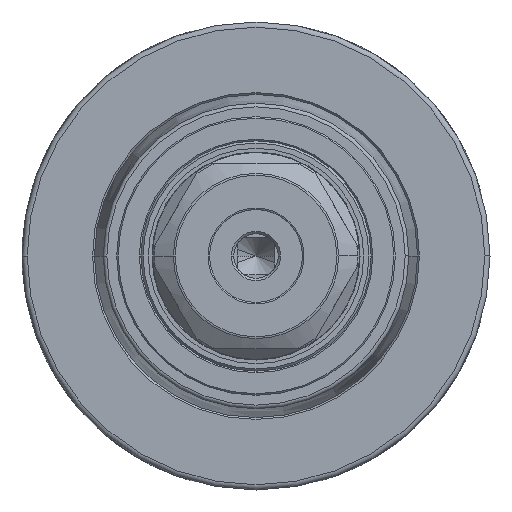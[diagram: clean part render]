
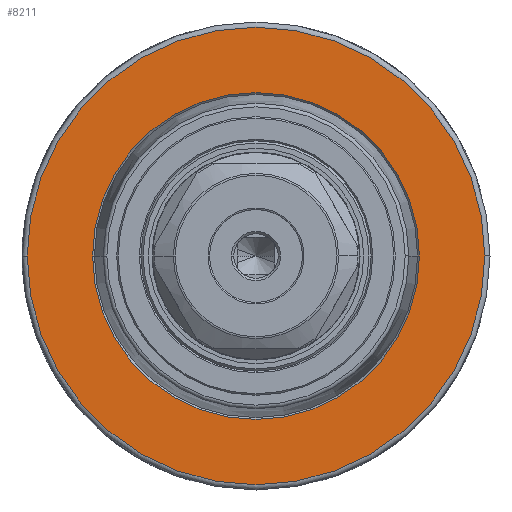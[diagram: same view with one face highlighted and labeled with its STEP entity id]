
A CAD part, front view. The second image highlights one B-rep face of the part: STEP entity #8211.
In plain terms, the highlighted planar face has unit normal (0, -1, 0).
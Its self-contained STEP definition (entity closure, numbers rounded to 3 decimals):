
#2536=CARTESIAN_POINT('',(0.,1.,0.));
#2537=DIRECTION('',(0.,-1.,0.));
#2538=DIRECTION('',(-1.,0.,0.));
#2539=AXIS2_PLACEMENT_3D('',#2536,#2537,#2538);
#2551=CARTESIAN_POINT('',(0.,1.,0.));
#2552=DIRECTION('',(0.,-1.,0.));
#2553=DIRECTION('',(1.,0.,0.));
#2554=AXIS2_PLACEMENT_3D('',#2551,#2552,#2553);
#2566=CARTESIAN_POINT('',(0.,1.,0.));
#2567=DIRECTION('',(0.,1.,0.));
#2568=DIRECTION('',(1.,0.,0.));
#2569=AXIS2_PLACEMENT_3D('',#2566,#2567,#2568);
#2733=CARTESIAN_POINT('',(0.,1.,0.));
#2734=DIRECTION('',(0.,1.,0.));
#2735=DIRECTION('',(-1.,0.,0.));
#2736=AXIS2_PLACEMENT_3D('',#2733,#2734,#2735);
#5087=CARTESIAN_POINT('',(-19.,1.,0.));
#5088=CARTESIAN_POINT('',(19.,1.,0.));
#5089=VERTEX_POINT('',#5087);
#5090=VERTEX_POINT('',#5088);
#5095=CARTESIAN_POINT('',(30.8,1.,0.));
#5096=CARTESIAN_POINT('',(-30.8,1.,0.));
#5097=VERTEX_POINT('',#5095);
#5098=VERTEX_POINT('',#5096);
#8196=CARTESIAN_POINT('',(0.,1.,0.));
#8197=DIRECTION('',(0.,-1.,0.));
#8198=DIRECTION('',(-1.,0.,0.));
#8199=AXIS2_PLACEMENT_3D('',#8196,#8197,#8198);
#8200=PLANE('',#8199);
#8202=ORIENTED_EDGE('',*,*,#8201,.T.);
#8204=ORIENTED_EDGE('',*,*,#8203,.T.);
#8205=EDGE_LOOP('',(#8202,#8204));
#8206=FACE_OUTER_BOUND('',#8205,.F.);
#8207=ORIENTED_EDGE('',*,*,#8176,.T.);
#8208=ORIENTED_EDGE('',*,*,#8190,.T.);
#8209=EDGE_LOOP('',(#8207,#8208));
#8210=FACE_BOUND('',#8209,.F.);
#8211=ADVANCED_FACE('',(#8206,#8210),#8200,.T.);
#2540=CIRCLE('',#2539,19.);
#2555=CIRCLE('',#2554,19.);
#2570=CIRCLE('',#2569,30.8);
#2737=CIRCLE('',#2736,30.8);
#8176=EDGE_CURVE('',#5089,#5090,#2540,.T.);
#8190=EDGE_CURVE('',#5090,#5089,#2555,.T.);
#8201=EDGE_CURVE('',#5097,#5098,#2570,.T.);
#8203=EDGE_CURVE('',#5098,#5097,#2737,.T.);
